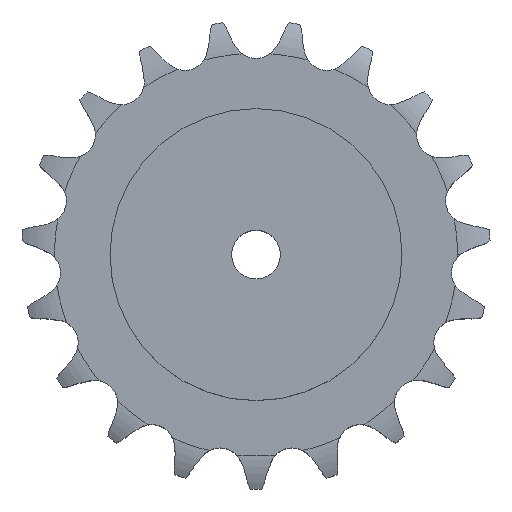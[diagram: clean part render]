
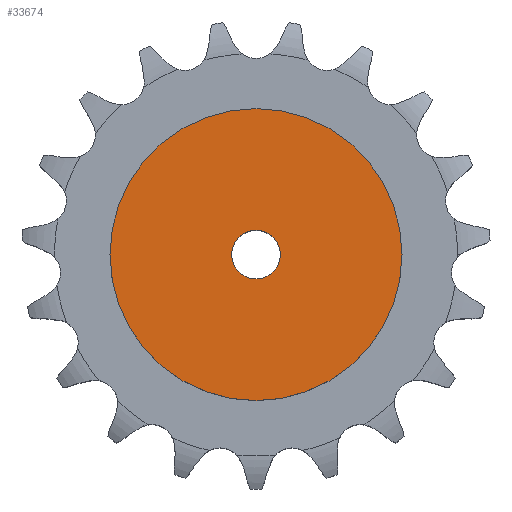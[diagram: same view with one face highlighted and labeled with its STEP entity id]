
A CAD part, top view. The second image highlights one B-rep face of the part: STEP entity #33674.
In plain terms, the highlighted planar face has unit normal (0, 0, 1).
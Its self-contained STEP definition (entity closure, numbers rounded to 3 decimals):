
#18056 = CYLINDRICAL_SURFACE('',#18057,15.);
#18057 = AXIS2_PLACEMENT_3D('',#18058,#18059,#18060);
#18058 = CARTESIAN_POINT('',(0.,0.,461.772));
#18059 = DIRECTION('',(0.,0.,1.));
#18060 = DIRECTION('',(1.,0.,0.));
#22953 = EDGE_CURVE('',#22954,#22954,#22956,.T.);
#22954 = VERTEX_POINT('',#22955);
#22955 = CARTESIAN_POINT('',(15.,0.,120.));
#22956 = SURFACE_CURVE('',#22957,(#22962,#22969),.PCURVE_S1.);
#22957 = CIRCLE('',#22958,15.);
#22958 = AXIS2_PLACEMENT_3D('',#22959,#22960,#22961);
#22959 = CARTESIAN_POINT('',(0.,0.,120.));
#22960 = DIRECTION('',(0.,0.,1.));
#22961 = DIRECTION('',(1.,0.,0.));
#22962 = PCURVE('',#18056,#22963);
#22963 = DEFINITIONAL_REPRESENTATION('',(#22964),#22968);
#22964 = LINE('',#22965,#22966);
#22965 = CARTESIAN_POINT('',(0.,-341.772));
#22966 = VECTOR('',#22967,1.);
#22967 = DIRECTION('',(1.,0.));
#22968 = ( GEOMETRIC_REPRESENTATION_CONTEXT(2) 
PARAMETRIC_REPRESENTATION_CONTEXT() REPRESENTATION_CONTEXT('2D SPACE',''
  ) );
#22969 = PCURVE('',#22970,#22975);
#22970 = PLANE('',#22971);
#22971 = AXIS2_PLACEMENT_3D('',#22972,#22973,#22974);
#22972 = CARTESIAN_POINT('',(0.,0.,120.
    ));
#22973 = DIRECTION('',(0.,0.,1.));
#22974 = DIRECTION('',(1.,0.,0.));
#22975 = DEFINITIONAL_REPRESENTATION('',(#22976),#22980);
#22976 = CIRCLE('',#22977,15.);
#22977 = AXIS2_PLACEMENT_2D('',#22978,#22979);
#22978 = CARTESIAN_POINT('',(0.,0.));
#22979 = DIRECTION('',(1.,0.));
#22980 = ( GEOMETRIC_REPRESENTATION_CONTEXT(2) 
PARAMETRIC_REPRESENTATION_CONTEXT() REPRESENTATION_CONTEXT('2D SPACE',''
  ) );
#33674 = ADVANCED_FACE('',(#33675,#33706),#22970,.T.);
#33675 = FACE_BOUND('',#33676,.T.);
#33676 = EDGE_LOOP('',(#33677));
#33677 = ORIENTED_EDGE('',*,*,#33678,.T.);
#33678 = EDGE_CURVE('',#33679,#33679,#33681,.T.);
#33679 = VERTEX_POINT('',#33680);
#33680 = CARTESIAN_POINT('',(90.,0.,120.));
#33681 = SURFACE_CURVE('',#33682,(#33687,#33694),.PCURVE_S1.);
#33682 = CIRCLE('',#33683,90.);
#33683 = AXIS2_PLACEMENT_3D('',#33684,#33685,#33686);
#33684 = CARTESIAN_POINT('',(0.,0.,120.));
#33685 = DIRECTION('',(0.,0.,1.));
#33686 = DIRECTION('',(1.,0.,0.));
#33687 = PCURVE('',#22970,#33688);
#33688 = DEFINITIONAL_REPRESENTATION('',(#33689),#33693);
#33689 = CIRCLE('',#33690,90.);
#33690 = AXIS2_PLACEMENT_2D('',#33691,#33692);
#33691 = CARTESIAN_POINT('',(0.,0.));
#33692 = DIRECTION('',(1.,0.));
#33693 = ( GEOMETRIC_REPRESENTATION_CONTEXT(2) 
PARAMETRIC_REPRESENTATION_CONTEXT() REPRESENTATION_CONTEXT('2D SPACE',''
  ) );
#33694 = PCURVE('',#33695,#33700);
#33695 = CYLINDRICAL_SURFACE('',#33696,90.);
#33696 = AXIS2_PLACEMENT_3D('',#33697,#33698,#33699);
#33697 = CARTESIAN_POINT('',(0.,0.,0.));
#33698 = DIRECTION('',(-0.,-0.,-1.));
#33699 = DIRECTION('',(1.,0.,0.));
#33700 = DEFINITIONAL_REPRESENTATION('',(#33701),#33705);
#33701 = LINE('',#33702,#33703);
#33702 = CARTESIAN_POINT('',(-0.,-120.));
#33703 = VECTOR('',#33704,1.);
#33704 = DIRECTION('',(-1.,0.));
#33705 = ( GEOMETRIC_REPRESENTATION_CONTEXT(2) 
PARAMETRIC_REPRESENTATION_CONTEXT() REPRESENTATION_CONTEXT('2D SPACE',''
  ) );
#33706 = FACE_BOUND('',#33707,.T.);
#33707 = EDGE_LOOP('',(#33708));
#33708 = ORIENTED_EDGE('',*,*,#22953,.F.);
